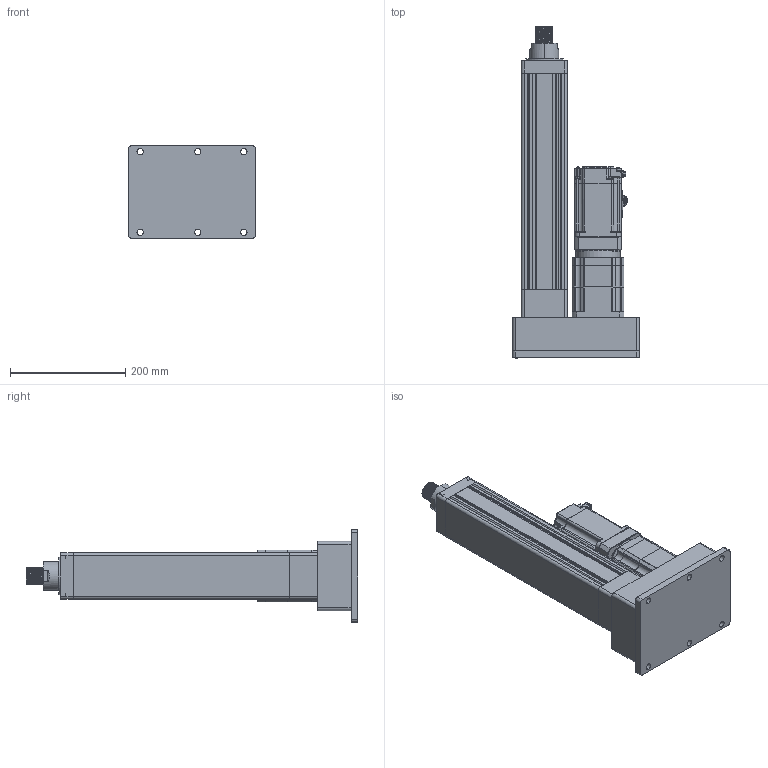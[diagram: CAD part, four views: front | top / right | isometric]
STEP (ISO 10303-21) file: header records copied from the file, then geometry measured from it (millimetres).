
FILE_DESCRIPTION (( 'STEP AP203' ), '1' );
FILE_NAME ('RLA80-10HB-19KN-R250-33mm-s.STEP', '2025-01-06T09:58:54', ( '微软用户' ), ( '微软中国' ), 'SwSTEP 2.0', 'SolidWorks 2022', '' );
FILE_SCHEMA (( 'CONFIG_CONTROL_DESIGN' ));
Products named in the file (4): 80缸行程250底板安装折叠; PGH90-L2-19-70-90-M6-A22; RLA80-10HB-19KN-R250-33mm-s; ACM1H-0808B  121.9
Assembly tree (3 placements, depth 2):
  RLA80-10HB-19KN-R250-33mm-s
    80缸行程250底板安装折叠
    PGH90-L2-19-70-90-M6-A22
    ACM1H-0808B  121.9
Bounding box: 220.02 x 576 x 160 mm (x, y, z)
Volume: 4415424 mm3; surface area: 617103.6 mm2
Topology: 22 solids, 69 shells, 1590 faces, 3903 edges, 2402 vertices
Faces by surface type: cylinder 653, plane 603, cone 160, torus 103, bspline 61, sphere 10
Entity records: 65827 total; most frequent: CARTESIAN_POINT 32092, ORIENTED_EDGE 7512, DIRECTION 5754, EDGE_CURVE 3873, VERTEX_POINT 2402, AXIS2_PLACEMENT_3D 2350, B_SPLINE_CURVE_WITH_KNOTS 1844, EDGE_LOOP 1749
